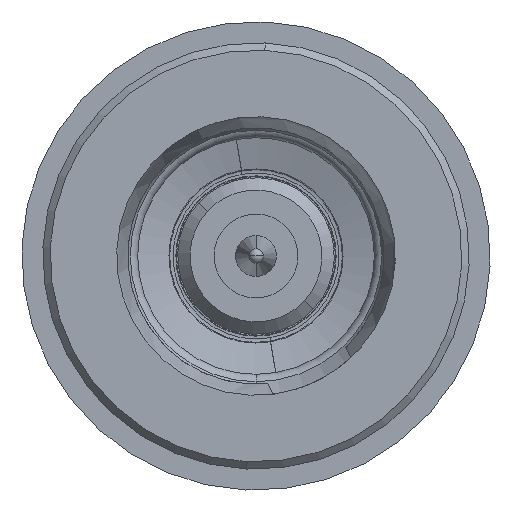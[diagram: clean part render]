
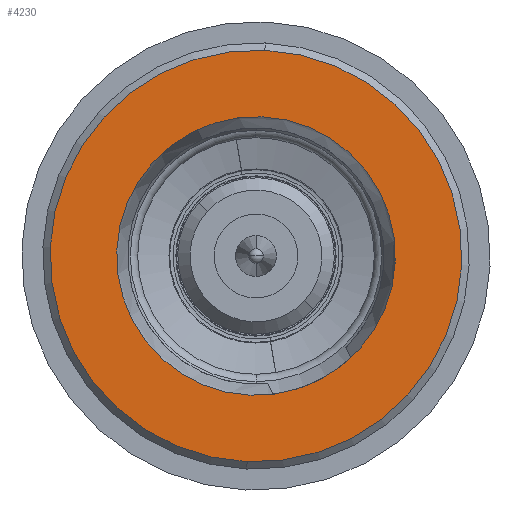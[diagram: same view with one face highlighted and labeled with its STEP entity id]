
A CAD part, left-side view. The second image highlights one B-rep face of the part: STEP entity #4230.
In plain terms, the highlighted planar face has unit normal (-1, 0, 0).
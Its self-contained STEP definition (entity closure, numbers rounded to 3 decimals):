
#369 = DIRECTION ( 'NONE',  ( 1., 0., 0. ) ) ;
#405 = AXIS2_PLACEMENT_3D ( 'NONE', #2611, #5826, #3072 ) ;
#685 = CARTESIAN_POINT ( 'NONE',  ( -2., 0., 0. ) ) ;
#900 = AXIS2_PLACEMENT_3D ( 'NONE', #3648, #973, #4109 ) ;
#973 = DIRECTION ( 'NONE',  ( -1., 0., 0. ) ) ;
#1003 = ORIENTED_EDGE ( 'NONE', *, *, #4643, .F. ) ;
#1131 = CIRCLE ( 'NONE', #900, 5.65 ) ;
#1143 = DIRECTION ( 'NONE',  ( 0., -0.043, 0.999 ) ) ;
#1205 = CARTESIAN_POINT ( 'NONE',  ( -2., -0.36, 8.342 ) ) ;
#1245 = CARTESIAN_POINT ( 'NONE',  ( -2., 0., 0. ) ) ;
#1566 = VERTEX_POINT ( 'NONE', #2055 ) ;
#1674 = DIRECTION ( 'NONE',  ( 0., 0.043, -0.999 ) ) ;
#1741 = FACE_OUTER_BOUND ( 'NONE', #5256, .T. ) ;
#2055 = CARTESIAN_POINT ( 'NONE',  ( -2., 0.36, -8.342 ) ) ;
#2140 = CARTESIAN_POINT ( 'NONE',  ( -2., 5.645, 0.244 ) ) ;
#2472 = CARTESIAN_POINT ( 'NONE',  ( -2., -0.244, 5.645 ) ) ;
#2611 = CARTESIAN_POINT ( 'NONE',  ( -2., 0., 0. ) ) ;
#3033 = PLANE ( 'NONE',  #5485 ) ;
#3072 = DIRECTION ( 'NONE',  ( 0., 0.043, -0.999 ) ) ;
#3154 = CIRCLE ( 'NONE', #405, 8.35 ) ;
#3197 = ORIENTED_EDGE ( 'NONE', *, *, #4836, .F. ) ;
#3496 = DIRECTION ( 'NONE',  ( 0., 0.043, -0.999 ) ) ;
#3531 = VERTEX_POINT ( 'NONE', #5357 ) ;
#3648 = CARTESIAN_POINT ( 'NONE',  ( -2., 0., 0. ) ) ;
#3716 = ORIENTED_EDGE ( 'NONE', *, *, #5469, .F. ) ;
#3784 = EDGE_LOOP ( 'NONE', ( #3197, #3716 ) ) ;
#3815 = DIRECTION ( 'NONE',  ( -1., 0., 0. ) ) ;
#3835 = FACE_BOUND ( 'NONE', #3784, .T. ) ;
#4109 = DIRECTION ( 'NONE',  ( 0., -0.043, 0.999 ) ) ;
#4139 = CIRCLE ( 'NONE', #4832, 8.35 ) ;
#4140 = CIRCLE ( 'NONE', #5529, 5.65 ) ;
#4189 = EDGE_CURVE ( 'NONE', #1566, #5863, #4139, .T. ) ;
#4230 = ADVANCED_FACE ( 'NONE', ( #1741, #3835 ), #3033, .F. ) ;
#4387 = DIRECTION ( 'NONE',  ( 1., 0., 0. ) ) ;
#4643 = EDGE_CURVE ( 'NONE', #5863, #1566, #3154, .T. ) ;
#4832 = AXIS2_PLACEMENT_3D ( 'NONE', #1245, #4387, #1674 ) ;
#4836 = EDGE_CURVE ( 'NONE', #5482, #3531, #1131, .T. ) ;
#5256 = EDGE_LOOP ( 'NONE', ( #5467, #1003 ) ) ;
#5357 = CARTESIAN_POINT ( 'NONE',  ( -2., 0.244, -5.645 ) ) ;
#5467 = ORIENTED_EDGE ( 'NONE', *, *, #4189, .F. ) ;
#5469 = EDGE_CURVE ( 'NONE', #3531, #5482, #4140, .T. ) ;
#5482 = VERTEX_POINT ( 'NONE', #2472 ) ;
#5485 = AXIS2_PLACEMENT_3D ( 'NONE', #2140, #369, #3496 ) ;
#5529 = AXIS2_PLACEMENT_3D ( 'NONE', #685, #3815, #1143 ) ;
#5826 = DIRECTION ( 'NONE',  ( 1., 0., 0. ) ) ;
#5863 = VERTEX_POINT ( 'NONE', #1205 ) ;
